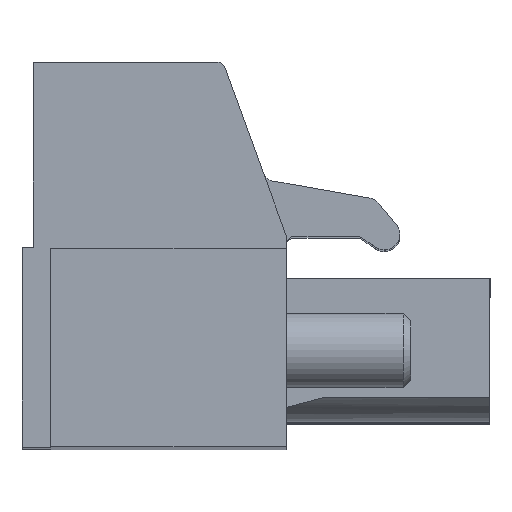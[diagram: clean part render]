
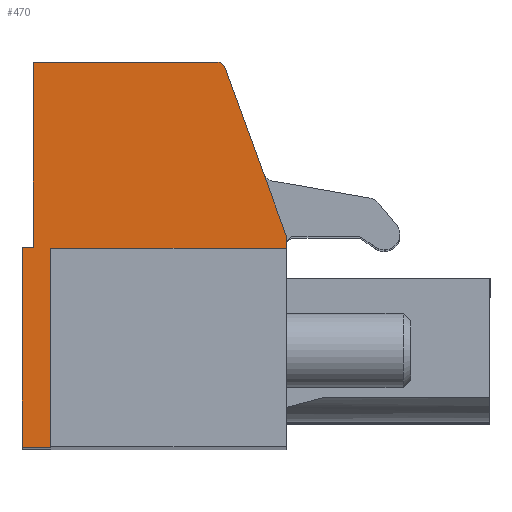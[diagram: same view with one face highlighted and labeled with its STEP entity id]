
A CAD part, top view. The second image highlights one B-rep face of the part: STEP entity #470.
In plain terms, the highlighted planar face has unit normal (0, 0, 1).
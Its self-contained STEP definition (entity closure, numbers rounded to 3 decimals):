
#470 = ADVANCED_FACE( '', ( #1322 ), #1323, .T. );
#1322 = FACE_OUTER_BOUND( '', #2692, .T. );
#1323 = PLANE( '', #2693 );
#2692 = EDGE_LOOP( '', ( #4146, #4147, #4148, #4149, #4150, #4151, #4152, #4153, #4154, #4155 ) );
#2693 = AXIS2_PLACEMENT_3D( '', #4156, #4157, #4158 );
#4146 = ORIENTED_EDGE( '', *, *, #7424, .T. );
#4147 = ORIENTED_EDGE( '', *, *, #7425, .T. );
#4148 = ORIENTED_EDGE( '', *, *, #7426, .F. );
#4149 = ORIENTED_EDGE( '', *, *, #7427, .F. );
#4150 = ORIENTED_EDGE( '', *, *, #7428, .T. );
#4151 = ORIENTED_EDGE( '', *, *, #7429, .T. );
#4152 = ORIENTED_EDGE( '', *, *, #7430, .F. );
#4153 = ORIENTED_EDGE( '', *, *, #7431, .T. );
#4154 = ORIENTED_EDGE( '', *, *, #7432, .T. );
#4155 = ORIENTED_EDGE( '', *, *, #7433, .T. );
#4156 = CARTESIAN_POINT( '', ( 315.242, 210.642, 155.88 ) );
#4157 = DIRECTION( '', ( 0., 0., 1. ) );
#4158 = DIRECTION( '', ( 1., 0., 0. ) );
#7424 = EDGE_CURVE( '', #8760, #8761, #8762, .T. );
#7425 = EDGE_CURVE( '', #8761, #8763, #8764, .T. );
#7426 = EDGE_CURVE( '', #8765, #8763, #8766, .T. );
#7427 = EDGE_CURVE( '', #8767, #8765, #8768, .T. );
#7428 = EDGE_CURVE( '', #8767, #8769, #8770, .T. );
#7429 = EDGE_CURVE( '', #8769, #8771, #8772, .T. );
#7430 = EDGE_CURVE( '', #8773, #8771, #8774, .T. );
#7431 = EDGE_CURVE( '', #8773, #8775, #8776, .T. );
#7432 = EDGE_CURVE( '', #8775, #8777, #8778, .T. );
#7433 = EDGE_CURVE( '', #8777, #8760, #8779, .T. );
#8760 = VERTEX_POINT( '', #10681 );
#8761 = VERTEX_POINT( '', #10682 );
#8762 = LINE( '', #10683, #10684 );
#8763 = VERTEX_POINT( '', #10685 );
#8764 = LINE( '', #10686, #10687 );
#8765 = VERTEX_POINT( '', #10688 );
#8766 = LINE( '', #10689, #10690 );
#8767 = VERTEX_POINT( '', #10691 );
#8768 = LINE( '', #10692, #10693 );
#8769 = VERTEX_POINT( '', #10694 );
#8770 = LINE( '', #10695, #10696 );
#8771 = VERTEX_POINT( '', #10697 );
#8772 = LINE( '', #10698, #10699 );
#8773 = VERTEX_POINT( '', #10700 );
#8774 = CIRCLE( '', #10701, 0.3 );
#8775 = VERTEX_POINT( '', #10702 );
#8776 = LINE( '', #10703, #10704 );
#8777 = VERTEX_POINT( '', #10705 );
#8778 = LINE( '', #10706, #10707 );
#8779 = LINE( '', #10708, #10709 );
#10681 = CARTESIAN_POINT( '', ( 314.742, 204.092, 155.88 ) );
#10682 = CARTESIAN_POINT( '', ( 314.742, 196.042, 155.88 ) );
#10683 = CARTESIAN_POINT( '', ( 314.742, 196.742, 155.88 ) );
#10684 = VECTOR( '', #13041, 1000. );
#10685 = CARTESIAN_POINT( '', ( 315.892, 196.042, 155.88 ) );
#10686 = CARTESIAN_POINT( '', ( 325.392, 196.042, 155.88 ) );
#10687 = VECTOR( '', #13042, 1000. );
#10688 = CARTESIAN_POINT( '', ( 315.892, 204.042, 155.88 ) );
#10689 = CARTESIAN_POINT( '', ( 315.892, 196.042, 155.88 ) );
#10690 = VECTOR( '', #13043, 1000. );
#10691 = CARTESIAN_POINT( '', ( 325.392, 204.042, 155.88 ) );
#10692 = CARTESIAN_POINT( '', ( 316.392, 204.042, 155.88 ) );
#10693 = VECTOR( '', #13044, 1000. );
#10694 = CARTESIAN_POINT( '', ( 325.392, 204.542, 155.88 ) );
#10695 = CARTESIAN_POINT( '', ( 325.392, 197.642, 155.88 ) );
#10696 = VECTOR( '', #13045, 1000. );
#10697 = CARTESIAN_POINT( '', ( 322.916, 211.344, 155.88 ) );
#10698 = CARTESIAN_POINT( '', ( 325.523, 204.18, 155.88 ) );
#10699 = VECTOR( '', #13046, 1000. );
#10700 = CARTESIAN_POINT( '', ( 322.634, 211.542, 155.88 ) );
#10701 = AXIS2_PLACEMENT_3D( '', #13047, #13048, #13049 );
#10702 = CARTESIAN_POINT( '', ( 315.192, 211.542, 155.88 ) );
#10703 = CARTESIAN_POINT( '', ( 315.042, 211.542, 155.88 ) );
#10704 = VECTOR( '', #13050, 1000. );
#10705 = CARTESIAN_POINT( '', ( 315.192, 204.092, 155.88 ) );
#10706 = CARTESIAN_POINT( '', ( 315.192, 203.542, 155.88 ) );
#10707 = VECTOR( '', #13051, 1000. );
#10708 = CARTESIAN_POINT( '', ( 314.742, 204.092, 155.88 ) );
#10709 = VECTOR( '', #13052, 1000. );
#13041 = DIRECTION( '', ( 0., -1., 0. ) );
#13042 = DIRECTION( '', ( 1., 0., 0. ) );
#13043 = DIRECTION( '', ( 0., -1., 0. ) );
#13044 = DIRECTION( '', ( -1., 0., 0. ) );
#13045 = DIRECTION( '', ( 0., 1., 0. ) );
#13046 = DIRECTION( '', ( -0.342, 0.94, 0. ) );
#13047 = CARTESIAN_POINT( '', ( 322.634, 211.242, 155.88 ) );
#13048 = DIRECTION( '', ( 0., 0., -1. ) );
#13049 = DIRECTION( '', ( -1., 0., 0. ) );
#13050 = DIRECTION( '', ( -1., 0., 0. ) );
#13051 = DIRECTION( '', ( 0., -1., 0. ) );
#13052 = DIRECTION( '', ( -1., 0., 0. ) );
